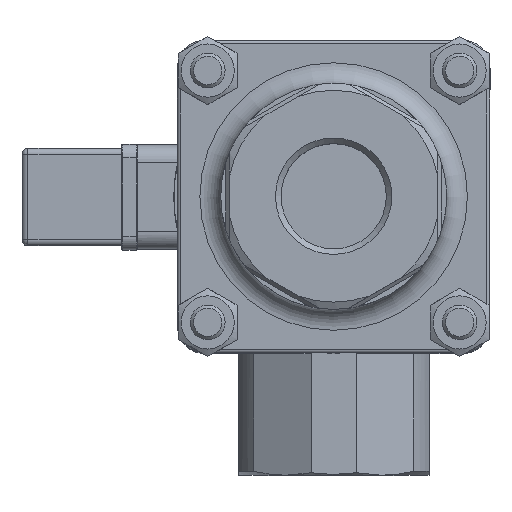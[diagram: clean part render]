
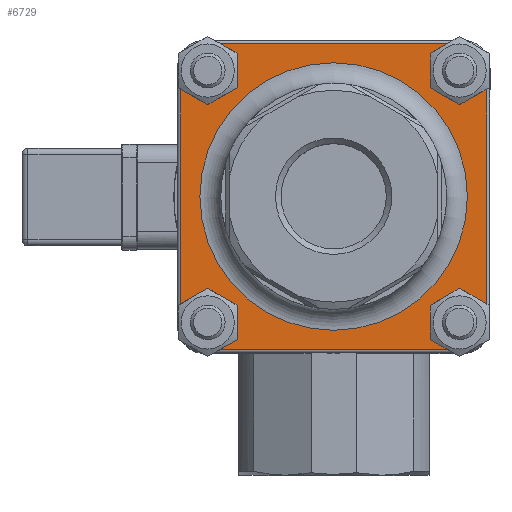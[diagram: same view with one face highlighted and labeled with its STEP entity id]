
A CAD part, top view. The second image highlights one B-rep face of the part: STEP entity #6729.
In plain terms, the highlighted planar face has unit normal (0, 0, 1).
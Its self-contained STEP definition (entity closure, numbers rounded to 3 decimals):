
#252=FACE_BOUND('',#1010,.T.);
#253=FACE_BOUND('',#1011,.T.);
#254=FACE_BOUND('',#1012,.T.);
#255=FACE_BOUND('',#1013,.T.);
#256=FACE_BOUND('',#1014,.T.);
#357=PLANE('',#7297);
#608=FACE_OUTER_BOUND('',#1009,.T.);
#1009=EDGE_LOOP('',(#4865,#4866,#4867,#4868,#4869,#4870,#4871,#4872));
#1010=EDGE_LOOP('',(#4873));
#1011=EDGE_LOOP('',(#4874));
#1012=EDGE_LOOP('',(#4875));
#1013=EDGE_LOOP('',(#4876));
#1014=EDGE_LOOP('',(#4877));
#1489=LINE('',#10774,#1937);
#1490=LINE('',#10778,#1938);
#1491=LINE('',#10782,#1939);
#1492=LINE('',#10786,#1940);
#1937=VECTOR('',#8508,10.);
#1938=VECTOR('',#8511,10.);
#1939=VECTOR('',#8514,10.);
#1940=VECTOR('',#8517,10.);
#2252=CIRCLE('',#7084,7.65);
#2270=CIRCLE('',#7127,7.65);
#2293=CIRCLE('',#7176,7.65);
#2344=CIRCLE('',#7295,38.5);
#2346=CIRCLE('',#7298,7.);
#2347=CIRCLE('',#7299,7.);
#2348=CIRCLE('',#7300,7.);
#2349=CIRCLE('',#7301,7.);
#2350=CIRCLE('',#7302,7.65);
#2674=VERTEX_POINT('',#9991);
#2716=VERTEX_POINT('',#10159);
#2774=VERTEX_POINT('',#10366);
#2886=VERTEX_POINT('',#10768);
#2887=VERTEX_POINT('',#10772);
#2888=VERTEX_POINT('',#10773);
#2889=VERTEX_POINT('',#10775);
#2890=VERTEX_POINT('',#10777);
#2891=VERTEX_POINT('',#10779);
#2892=VERTEX_POINT('',#10781);
#2893=VERTEX_POINT('',#10783);
#2894=VERTEX_POINT('',#10785);
#2895=VERTEX_POINT('',#10788);
#3308=EDGE_CURVE('',#2674,#2674,#2252,.T.);
#3371=EDGE_CURVE('',#2716,#2716,#2270,.T.);
#3452=EDGE_CURVE('',#2774,#2774,#2293,.T.);
#3622=EDGE_CURVE('',#2886,#2886,#2344,.T.);
#3624=EDGE_CURVE('',#2887,#2888,#1489,.T.);
#3625=EDGE_CURVE('',#2889,#2887,#2346,.T.);
#3626=EDGE_CURVE('',#2890,#2889,#1490,.T.);
#3627=EDGE_CURVE('',#2891,#2890,#2347,.T.);
#3628=EDGE_CURVE('',#2892,#2891,#1491,.T.);
#3629=EDGE_CURVE('',#2893,#2892,#2348,.T.);
#3630=EDGE_CURVE('',#2894,#2893,#1492,.T.);
#3631=EDGE_CURVE('',#2888,#2894,#2349,.T.);
#3632=EDGE_CURVE('',#2895,#2895,#2350,.T.);
#4865=ORIENTED_EDGE('',*,*,#3624,.F.);
#4866=ORIENTED_EDGE('',*,*,#3625,.F.);
#4867=ORIENTED_EDGE('',*,*,#3626,.F.);
#4868=ORIENTED_EDGE('',*,*,#3627,.F.);
#4869=ORIENTED_EDGE('',*,*,#3628,.F.);
#4870=ORIENTED_EDGE('',*,*,#3629,.F.);
#4871=ORIENTED_EDGE('',*,*,#3630,.F.);
#4872=ORIENTED_EDGE('',*,*,#3631,.F.);
#4873=ORIENTED_EDGE('',*,*,#3308,.T.);
#4874=ORIENTED_EDGE('',*,*,#3371,.T.);
#4875=ORIENTED_EDGE('',*,*,#3452,.T.);
#4876=ORIENTED_EDGE('',*,*,#3632,.T.);
#4877=ORIENTED_EDGE('',*,*,#3622,.F.);
#6729=ADVANCED_FACE('',(#608,#252,#253,#254,#255,#256),#357,.T.);
#7084=AXIS2_PLACEMENT_3D('',#9992,#7942,#7943);
#7127=AXIS2_PLACEMENT_3D('',#10160,#8054,#8055);
#7176=AXIS2_PLACEMENT_3D('',#10367,#8189,#8190);
#7295=AXIS2_PLACEMENT_3D('',#10769,#8502,#8503);
#7297=AXIS2_PLACEMENT_3D('',#10771,#8506,#8507);
#7298=AXIS2_PLACEMENT_3D('',#10776,#8509,#8510);
#7299=AXIS2_PLACEMENT_3D('',#10780,#8512,#8513);
#7300=AXIS2_PLACEMENT_3D('',#10784,#8515,#8516);
#7301=AXIS2_PLACEMENT_3D('',#10787,#8518,#8519);
#7302=AXIS2_PLACEMENT_3D('',#10789,#8520,#8521);
#7942=DIRECTION('center_axis',(0.,0.,-1.));
#7943=DIRECTION('ref_axis',(0.,1.,0.));
#8054=DIRECTION('center_axis',(0.,0.,-1.));
#8055=DIRECTION('ref_axis',(0.,1.,0.));
#8189=DIRECTION('center_axis',(0.,0.,-1.));
#8190=DIRECTION('ref_axis',(0.,1.,0.));
#8502=DIRECTION('center_axis',(0.,0.,1.));
#8503=DIRECTION('ref_axis',(-1.,0.,0.));
#8506=DIRECTION('center_axis',(0.,0.,1.));
#8507=DIRECTION('ref_axis',(1.,0.,0.));
#8508=DIRECTION('',(-1.,0.,0.));
#8509=DIRECTION('center_axis',(0.,0.,-1.));
#8510=DIRECTION('ref_axis',(0.707,-0.707,0.));
#8511=DIRECTION('',(0.,-1.,0.));
#8512=DIRECTION('center_axis',(0.,0.,-1.));
#8513=DIRECTION('ref_axis',(0.707,0.707,0.));
#8514=DIRECTION('',(1.,0.,0.));
#8515=DIRECTION('center_axis',(0.,0.,-1.));
#8516=DIRECTION('ref_axis',(-0.707,0.707,0.));
#8517=DIRECTION('',(0.,1.,0.));
#8518=DIRECTION('center_axis',(0.,0.,-1.));
#8519=DIRECTION('ref_axis',(-0.707,-0.707,0.));
#8520=DIRECTION('center_axis',(0.,0.,-1.));
#8521=DIRECTION('ref_axis',(0.,1.,0.));
#9991=CARTESIAN_POINT('',(36.25,-43.9,15.));
#9992=CARTESIAN_POINT('Origin',(36.25,-36.25,15.));
#10159=CARTESIAN_POINT('',(-36.25,-43.9,15.));
#10160=CARTESIAN_POINT('Origin',(-36.25,-36.25,15.));
#10366=CARTESIAN_POINT('',(36.25,28.6,15.));
#10367=CARTESIAN_POINT('Origin',(36.25,36.25,15.));
#10768=CARTESIAN_POINT('',(-38.5,0.,15.));
#10769=CARTESIAN_POINT('Origin',(0.,0.,15.));
#10771=CARTESIAN_POINT('Origin',(0.,0.,
15.));
#10772=CARTESIAN_POINT('',(37.,-44.,15.));
#10773=CARTESIAN_POINT('',(-37.,-44.,15.));
#10774=CARTESIAN_POINT('',(22.5,-44.,15.));
#10775=CARTESIAN_POINT('',(44.,-37.,15.));
#10776=CARTESIAN_POINT('Origin',(37.,-37.,15.));
#10777=CARTESIAN_POINT('',(44.,37.,15.));
#10778=CARTESIAN_POINT('',(44.,22.5,15.));
#10779=CARTESIAN_POINT('',(37.,44.,15.));
#10780=CARTESIAN_POINT('Origin',(37.,37.,15.));
#10781=CARTESIAN_POINT('',(-37.,44.,15.));
#10782=CARTESIAN_POINT('',(-22.5,44.,15.));
#10783=CARTESIAN_POINT('',(-44.,37.,15.));
#10784=CARTESIAN_POINT('Origin',(-37.,37.,15.));
#10785=CARTESIAN_POINT('',(-44.,-37.,15.));
#10786=CARTESIAN_POINT('',(-44.,-22.5,15.));
#10787=CARTESIAN_POINT('Origin',(-37.,-37.,15.));
#10788=CARTESIAN_POINT('',(-36.25,28.6,15.));
#10789=CARTESIAN_POINT('Origin',(-36.25,36.25,15.));
